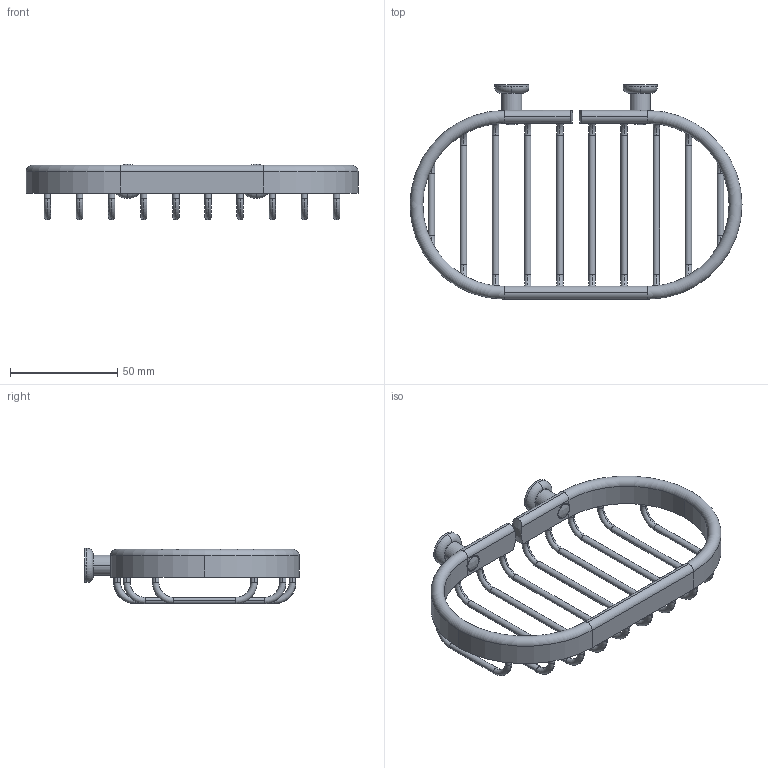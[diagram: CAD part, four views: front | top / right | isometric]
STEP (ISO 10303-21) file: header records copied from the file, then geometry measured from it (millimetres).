
FILE_DESCRIPTION((''),'2;1');
FILE_NAME('500_WEB','2010-09-28T',('project'),(''),'PRO/ENGINEER BY PARAMETRIC TECHNOLOGY CORPORATION, 2009300','PRO/ENGINEER BY PARAMETRIC TECHNOLOGY CORPORATION, 2009300','');
FILE_SCHEMA(('CONFIG_CONTROL_DESIGN'));
Length unit declared in the file: inch
Products named in the file (1): 500_WEB
Bounding box: 155.1 x 100.18 x 25.93 mm (x, y, z)
Volume: 8337.4 mm3; surface area: 24625.7 mm2
Topology: 14 solids, 15 shells, 213 faces, 509 edges, 332 vertices
Faces by surface type: cylinder 114, torus 46, plane 45, cone 4, sphere 2, bspline 2
Entity records: 6465 total; most frequent: DIRECTION 1289, CARTESIAN_POINT 1137, ORIENTED_EDGE 1014, AXIS2_PLACEMENT_3D 576, EDGE_CURVE 509, CIRCLE 364, VERTEX_POINT 332, EDGE_LOOP 229
